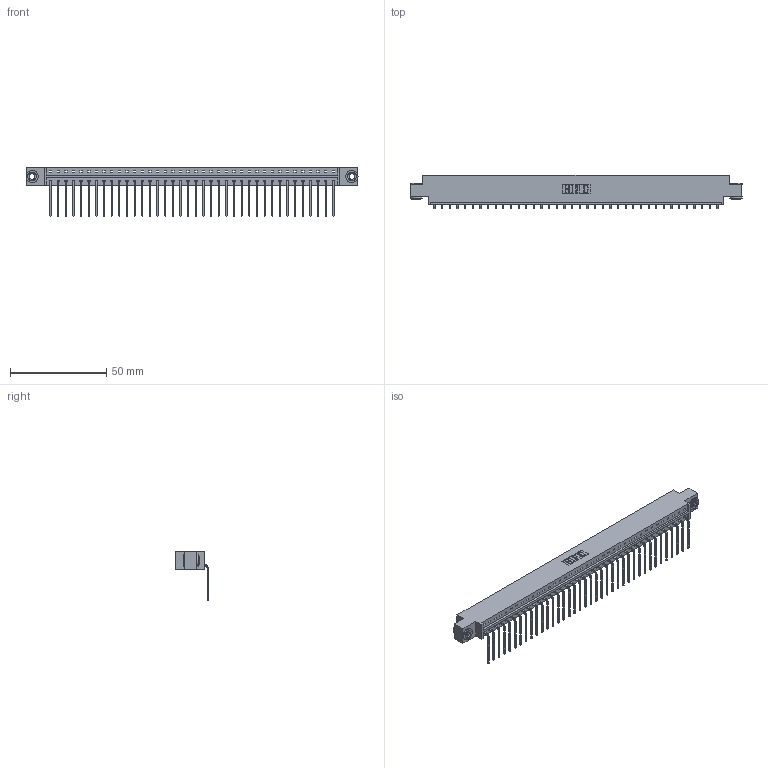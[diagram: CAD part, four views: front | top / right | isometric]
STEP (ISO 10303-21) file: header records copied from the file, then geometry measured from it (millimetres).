
FILE_DESCRIPTION (( 'STEP AP203' ), '1' );
FILE_NAME ('833-038-559-603.STEP', '2020-06-03T13:56:37', ( '' ), ( '' ), 'SwSTEP 2.0', 'SolidWorks 2020', '' );
FILE_SCHEMA (( 'CONFIG_CONTROL_DESIGN' ));
Length unit declared in the file: inch
Products named in the file (4): 833-038-559-603; 345-250-002_345-250-002-102; 345-292-001_558 559 Tail - 1; 833 Part_Offset - .156 Dia - TH
Assembly tree (41 placements, depth 2):
  833-038-559-603
    833 Part_Offset - .156 Dia - TH
    345-292-001_558 559 Tail - 1  x38
    345-250-002_345-250-002-102  x2
Bounding box: 172.11 x 17.09 x 25.53 mm (x, y, z)
Volume: 17203 mm3; surface area: 19789.1 mm2
Topology: 41 solids, 41 shells, 2436 faces, 7315 edges, 4822 vertices
Faces by surface type: plane 1756, cylinder 672, cone 8
Entity records: 24614 total; most frequent: CARTESIAN_POINT 4227, ORIENTED_EDGE 4194, DIRECTION 3607, EDGE_CURVE 2097, LINE 1945, VECTOR 1945, VERTEX_POINT 1394, AXIS2_PLACEMENT_3D 831
